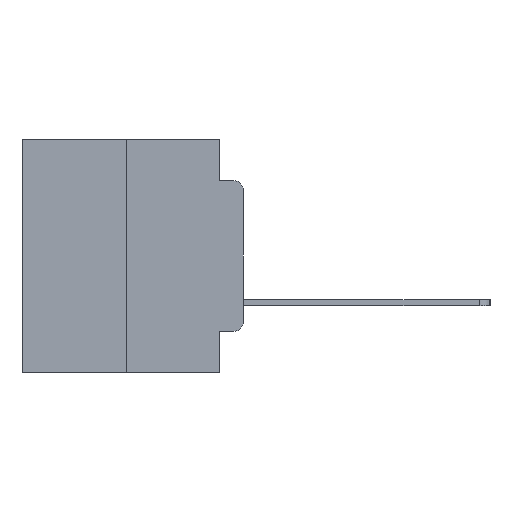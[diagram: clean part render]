
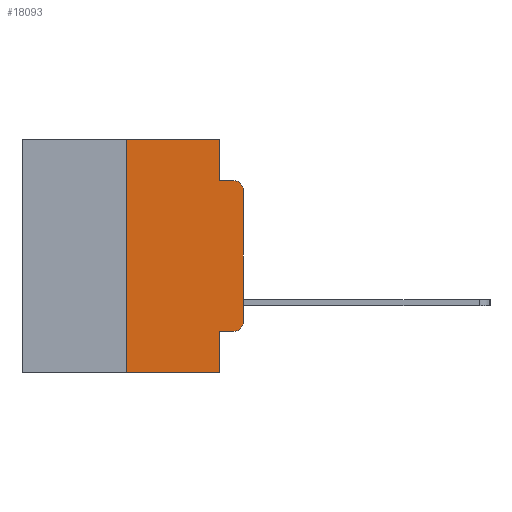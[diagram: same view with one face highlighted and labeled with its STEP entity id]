
A CAD part, left-side view. The second image highlights one B-rep face of the part: STEP entity #18093.
In plain terms, the highlighted planar face has unit normal (-1, 0, 0).
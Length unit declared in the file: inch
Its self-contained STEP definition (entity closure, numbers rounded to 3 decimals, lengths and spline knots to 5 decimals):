
#58 = VERTEX_POINT ( 'NONE', #14157 ) ;
#256 = CARTESIAN_POINT ( 'NONE',  ( 0., 0.051, -0.4115 ) ) ;
#391 = CARTESIAN_POINT ( 'NONE',  ( 0., 0.02, -0.1085 ) ) ;
#980 = LINE ( 'NONE', #14423, #5127 ) ;
#1367 = CARTESIAN_POINT ( 'NONE',  ( 0., 0., -0.1085 ) ) ;
#1417 = ORIENTED_EDGE ( 'NONE', *, *, #5647, .F. ) ;
#2425 = DIRECTION ( 'NONE',  ( 0., 0., -1. ) ) ;
#3007 = VERTEX_POINT ( 'NONE', #17972 ) ;
#3042 = VECTOR ( 'NONE', #7975, 39.37008 ) ;
#3677 = CIRCLE ( 'NONE', #23809, 0.02 ) ;
#4226 = VECTOR ( 'NONE', #11390, 39.37008 ) ;
#4468 = EDGE_CURVE ( 'NONE', #11362, #17315, #26002, .T. ) ;
#4556 = DIRECTION ( 'NONE',  ( 0., 0., -1. ) ) ;
#4557 = VECTOR ( 'NONE', #20805, 39.37008 ) ;
#5127 = VECTOR ( 'NONE', #6181, 39.37008 ) ;
#5347 = FACE_OUTER_BOUND ( 'NONE', #19327, .T. ) ;
#5647 = EDGE_CURVE ( 'NONE', #24021, #14981, #20835, .T. ) ;
#5702 = VERTEX_POINT ( 'NONE', #24903 ) ;
#5853 = EDGE_CURVE ( 'NONE', #58, #7400, #9720, .T. ) ;
#6181 = DIRECTION ( 'NONE',  ( 0., 0., 1. ) ) ;
#6362 = ORIENTED_EDGE ( 'NONE', *, *, #15537, .F. ) ;
#7265 = EDGE_CURVE ( 'NONE', #11823, #7400, #14539, .T. ) ;
#7332 = CARTESIAN_POINT ( 'NONE',  ( 0., 0.051, -0.4115 ) ) ;
#7400 = VERTEX_POINT ( 'NONE', #19525 ) ;
#7842 = CARTESIAN_POINT ( 'NONE',  ( 0., 0.473, -0.5 ) ) ;
#7975 = DIRECTION ( 'NONE',  ( 0., 0., 1. ) ) ;
#8872 = CARTESIAN_POINT ( 'NONE',  ( 0., 0.25, 0. ) ) ;
#9355 = CARTESIAN_POINT ( 'NONE',  ( 0., 0.051, -0.0885 ) ) ;
#9720 = LINE ( 'NONE', #9355, #4226 ) ;
#9988 = EDGE_CURVE ( 'NONE', #11362, #24021, #25202, .T. ) ;
#10104 = CARTESIAN_POINT ( 'NONE',  ( 0., 0.051, 0. ) ) ;
#10257 = CARTESIAN_POINT ( 'NONE',  ( 0., 0.02, -0.3915 ) ) ;
#10963 = CARTESIAN_POINT ( 'NONE',  ( 0., 0.051, 0. ) ) ;
#11345 = EDGE_CURVE ( 'NONE', #14981, #58, #17107, .T. ) ;
#11362 = VERTEX_POINT ( 'NONE', #14301 ) ;
#11390 = DIRECTION ( 'NONE',  ( 0., -1., 0. ) ) ;
#11821 = DIRECTION ( 'NONE',  ( 1., 0., 0. ) ) ;
#11823 = VERTEX_POINT ( 'NONE', #1367 ) ;
#12348 = DIRECTION ( 'NONE',  ( 0., 0., -1. ) ) ;
#13142 = ORIENTED_EDGE ( 'NONE', *, *, #5853, .F. ) ;
#13158 = VERTEX_POINT ( 'NONE', #7332 ) ;
#13972 = DIRECTION ( 'NONE',  ( 0., -1., 0. ) ) ;
#14093 = CARTESIAN_POINT ( 'NONE',  ( 0., 0.25, 0. ) ) ;
#14157 = CARTESIAN_POINT ( 'NONE',  ( 0., 0.051, -0.0885 ) ) ;
#14189 = EDGE_CURVE ( 'NONE', #13158, #3007, #20625, .T. ) ;
#14301 = CARTESIAN_POINT ( 'NONE',  ( 0., 0.25, -0.5 ) ) ;
#14423 = CARTESIAN_POINT ( 'NONE',  ( 0., 0., 0. ) ) ;
#14539 = CIRCLE ( 'NONE', #21163, 0.02 ) ;
#14817 = DIRECTION ( 'NONE',  ( -1., 0., 0. ) ) ;
#14901 = CARTESIAN_POINT ( 'NONE',  ( 0., 0.473, 0. ) ) ;
#14981 = VERTEX_POINT ( 'NONE', #10963 ) ;
#15537 = EDGE_CURVE ( 'NONE', #13158, #17315, #26104, .T. ) ;
#15918 = CARTESIAN_POINT ( 'NONE',  ( 0., 0.473, 0. ) ) ;
#17107 = LINE ( 'NONE', #10104, #21696 ) ;
#17315 = VERTEX_POINT ( 'NONE', #19502 ) ;
#17972 = CARTESIAN_POINT ( 'NONE',  ( 0., 0.02, -0.4115 ) ) ;
#18093 = ADVANCED_FACE ( 'NONE', ( #5347 ), #23832, .F. ) ;
#18861 = ORIENTED_EDGE ( 'NONE', *, *, #14189, .T. ) ;
#19327 = EDGE_LOOP ( 'NONE', ( #24365, #19763, #13142, #23738, #1417, #22688, #26203, #6362, #18861, #19739 ) ) ;
#19337 = AXIS2_PLACEMENT_3D ( 'NONE', #15918, #11821, #25804 ) ;
#19502 = CARTESIAN_POINT ( 'NONE',  ( 0., 0.051, -0.5 ) ) ;
#19525 = CARTESIAN_POINT ( 'NONE',  ( 0., 0.02, -0.0885 ) ) ;
#19534 = EDGE_CURVE ( 'NONE', #3007, #5702, #3677, .T. ) ;
#19739 = ORIENTED_EDGE ( 'NONE', *, *, #19534, .T. ) ;
#19763 = ORIENTED_EDGE ( 'NONE', *, *, #7265, .T. ) ;
#20004 = VECTOR ( 'NONE', #22629, 39.37008 ) ;
#20625 = LINE ( 'NONE', #256, #20004 ) ;
#20805 = DIRECTION ( 'NONE',  ( 0., -1., 0. ) ) ;
#20815 = VECTOR ( 'NONE', #13972, 39.37008 ) ;
#20835 = LINE ( 'NONE', #14901, #4557 ) ;
#20912 = VECTOR ( 'NONE', #4556, 39.37008 ) ;
#21163 = AXIS2_PLACEMENT_3D ( 'NONE', #391, #14817, #2425 ) ;
#21696 = VECTOR ( 'NONE', #26126, 39.37008 ) ;
#22629 = DIRECTION ( 'NONE',  ( 0., -1., 0. ) ) ;
#22688 = ORIENTED_EDGE ( 'NONE', *, *, #9988, .F. ) ;
#23738 = ORIENTED_EDGE ( 'NONE', *, *, #11345, .F. ) ;
#23809 = AXIS2_PLACEMENT_3D ( 'NONE', #10257, #24313, #12348 ) ;
#23832 = PLANE ( 'NONE',  #19337 ) ;
#24021 = VERTEX_POINT ( 'NONE', #8872 ) ;
#24313 = DIRECTION ( 'NONE',  ( -1., 0., 0. ) ) ;
#24365 = ORIENTED_EDGE ( 'NONE', *, *, #24941, .T. ) ;
#24717 = CARTESIAN_POINT ( 'NONE',  ( 0., 0.051, 0. ) ) ;
#24903 = CARTESIAN_POINT ( 'NONE',  ( 0., 0., -0.3915 ) ) ;
#24941 = EDGE_CURVE ( 'NONE', #5702, #11823, #980, .T. ) ;
#25202 = LINE ( 'NONE', #14093, #3042 ) ;
#25804 = DIRECTION ( 'NONE',  ( 0., 0., -1. ) ) ;
#26002 = LINE ( 'NONE', #7842, #20815 ) ;
#26104 = LINE ( 'NONE', #24717, #20912 ) ;
#26126 = DIRECTION ( 'NONE',  ( 0., 0., -1. ) ) ;
#26203 = ORIENTED_EDGE ( 'NONE', *, *, #4468, .T. ) ;
